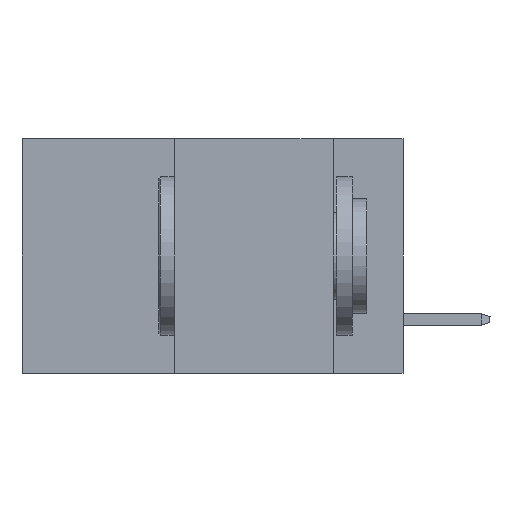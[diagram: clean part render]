
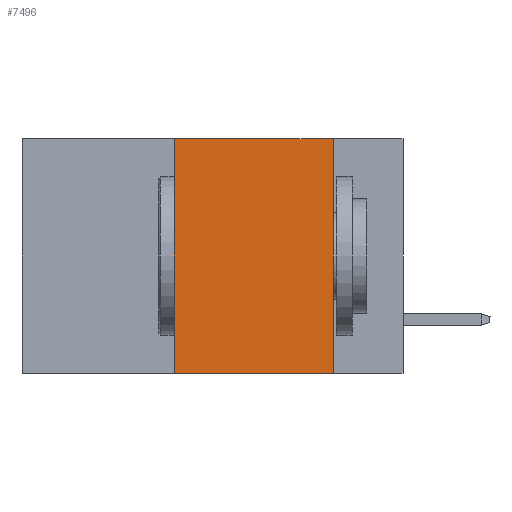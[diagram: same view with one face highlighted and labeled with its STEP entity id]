
A CAD part, left-side view. The second image highlights one B-rep face of the part: STEP entity #7496.
In plain terms, the highlighted planar face has unit normal (-1, 0, 0).
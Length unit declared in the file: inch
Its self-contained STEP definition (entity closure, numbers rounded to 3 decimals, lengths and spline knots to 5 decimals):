
#963 = CARTESIAN_POINT ( 'NONE',  ( 0., 0.11, -0.37 ) ) ;
#2015 = VECTOR ( 'NONE', #11967, 39.37008 ) ;
#2450 = PLANE ( 'NONE',  #13125 ) ;
#3941 = CARTESIAN_POINT ( 'NONE',  ( 0., 0.6, 0. ) ) ;
#4819 = EDGE_LOOP ( 'NONE', ( #20994, #12924, #18429, #24174 ) ) ;
#4943 = FACE_OUTER_BOUND ( 'NONE', #4819, .T. ) ;
#5182 = CARTESIAN_POINT ( 'NONE',  ( 0., 0.6, -0.37 ) ) ;
#5206 = VERTEX_POINT ( 'NONE', #16028 ) ;
#5566 = EDGE_CURVE ( 'NONE', #17494, #5206, #13758, .T. ) ;
#6123 = LINE ( 'NONE', #14607, #2015 ) ;
#7496 = ADVANCED_FACE ( 'NONE', ( #4943 ), #2450, .F. ) ;
#8059 = EDGE_CURVE ( 'NONE', #14151, #20274, #6123, .T. ) ;
#9461 = DIRECTION ( 'NONE',  ( 0., 0., 1. ) ) ;
#11002 = CARTESIAN_POINT ( 'NONE',  ( 0., 0.36, -0.37 ) ) ;
#11967 = DIRECTION ( 'NONE',  ( 0., 0., -1. ) ) ;
#12924 = ORIENTED_EDGE ( 'NONE', *, *, #19553, .F. ) ;
#13125 = AXIS2_PLACEMENT_3D ( 'NONE', #15666, #24165, #13571 ) ;
#13571 = DIRECTION ( 'NONE',  ( 0., 0., -1. ) ) ;
#13758 = LINE ( 'NONE', #26887, #21821 ) ;
#14151 = VERTEX_POINT ( 'NONE', #23097 ) ;
#14530 = LINE ( 'NONE', #3941, #15146 ) ;
#14607 = CARTESIAN_POINT ( 'NONE',  ( 0., 0.11, 0. ) ) ;
#15146 = VECTOR ( 'NONE', #16750, 39.37008 ) ;
#15666 = CARTESIAN_POINT ( 'NONE',  ( 0., 0.6, 0. ) ) ;
#16028 = CARTESIAN_POINT ( 'NONE',  ( 0., 0.36, 0. ) ) ;
#16750 = DIRECTION ( 'NONE',  ( 0., -1., 0. ) ) ;
#17494 = VERTEX_POINT ( 'NONE', #11002 ) ;
#18429 = ORIENTED_EDGE ( 'NONE', *, *, #5566, .F. ) ;
#19553 = EDGE_CURVE ( 'NONE', #5206, #14151, #14530, .T. ) ;
#20274 = VERTEX_POINT ( 'NONE', #963 ) ;
#20994 = ORIENTED_EDGE ( 'NONE', *, *, #8059, .F. ) ;
#21155 = EDGE_CURVE ( 'NONE', #17494, #20274, #22024, .T. ) ;
#21821 = VECTOR ( 'NONE', #9461, 39.37008 ) ;
#21890 = DIRECTION ( 'NONE',  ( 0., -1., 0. ) ) ;
#22024 = LINE ( 'NONE', #5182, #25020 ) ;
#23097 = CARTESIAN_POINT ( 'NONE',  ( 0., 0.11, 0. ) ) ;
#24165 = DIRECTION ( 'NONE',  ( 1., 0., 0. ) ) ;
#24174 = ORIENTED_EDGE ( 'NONE', *, *, #21155, .T. ) ;
#25020 = VECTOR ( 'NONE', #21890, 39.37008 ) ;
#26887 = CARTESIAN_POINT ( 'NONE',  ( 0., 0.36, 0. ) ) ;
